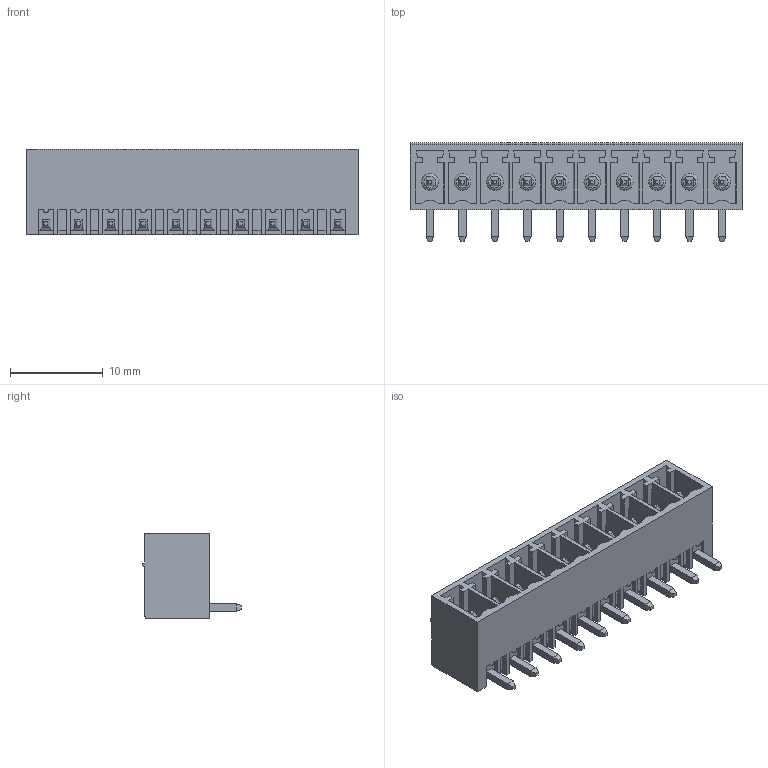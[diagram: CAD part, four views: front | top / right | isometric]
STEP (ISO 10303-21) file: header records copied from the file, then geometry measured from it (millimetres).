
FILE_DESCRIPTION( ( 'STEP AP214' ), '1' );
FILE_NAME( 'PV10-3.5-H-P.stp', ' ', ( ' ' ), ( ' ' ), 'PSStep 14.0', 'VISI 19.0', ' ' );
FILE_SCHEMA( ( 'AUTOMOTIVE_DESIGN { 1 0 10303 214 1 1 1 1 }' ) );
Length unit declared in the file: millimetre
Products named in the file (1): 1
Bounding box: 35.8 x 10.65 x 9.2 mm (x, y, z)
Volume: 1221.2 mm3; surface area: 3102.5 mm2
Topology: 1 solids, 1 shells, 585 faces, 1539 edges, 986 vertices
Faces by surface type: plane 544, cylinder 31, torus 10
Full cylindrical faces by diameter (mm): 1.8 x10
Entity records: 22072 total; most frequent: CARTESIAN_POINT 3071, ORIENTED_EDGE 3018, DIRECTION 2753, EDGE_CURVE 1509, LINE 1437, VECTOR 1437, VERTEX_POINT 976, AXIS2_PLACEMENT_3D 658
